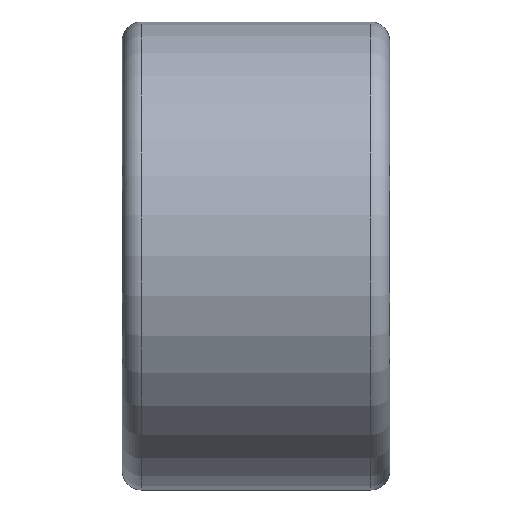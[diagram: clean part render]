
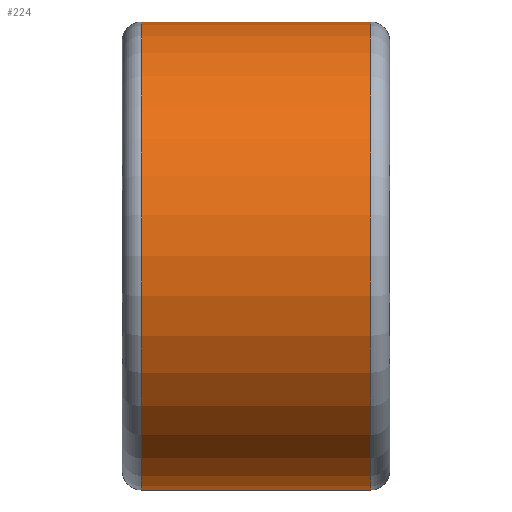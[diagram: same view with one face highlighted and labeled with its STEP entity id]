
A CAD part, top view. The second image highlights one B-rep face of the part: STEP entity #224.
In plain terms, the highlighted cylindrical face has radius 24.5 mm (diameter 49 mm), a partial arc.
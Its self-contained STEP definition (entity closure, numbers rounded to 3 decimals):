
#185=CARTESIAN_POINT('Axis2P3D Location',(-4.,0.,0.)) ;
#190=CARTESIAN_POINT('Line Origine',(-4.,24.5,0.)) ;
#194=CARTESIAN_POINT('Vertex',(-16.,24.5,0.)) ;
#196=CARTESIAN_POINT('Vertex',(8.,24.5,0.)) ;
#199=CARTESIAN_POINT('Axis2P3D Location',(-16.,0.,0.)) ;
#203=CARTESIAN_POINT('Vertex',(-16.,-24.5,0.)) ;
#206=CARTESIAN_POINT('Line Origine',(-4.,-24.5,0.)) ;
#210=CARTESIAN_POINT('Vertex',(8.,-24.5,0.)) ;
#213=CARTESIAN_POINT('Axis2P3D Location',(8.,0.,0.)) ;
#192=VECTOR('Line Direction',#191,1.) ;
#208=VECTOR('Line Direction',#207,1.) ;
#186=DIRECTION('Axis2P3D Direction',(1.,0.,0.)) ;
#187=DIRECTION('Axis2P3D XDirection',(0.,1.,0.)) ;
#191=DIRECTION('Vector Direction',(1.,0.,0.)) ;
#200=DIRECTION('Axis2P3D Direction',(1.,0.,0.)) ;
#207=DIRECTION('Vector Direction',(1.,0.,0.)) ;
#214=DIRECTION('Axis2P3D Direction',(1.,0.,0.)) ;
#188=AXIS2_PLACEMENT_3D('Cylinder Axis2P3D',#185,#186,#187) ;
#201=AXIS2_PLACEMENT_3D('Circle Axis2P3D',#199,#200,$) ;
#215=AXIS2_PLACEMENT_3D('Circle Axis2P3D',#213,#214,$) ;
#193=LINE('Line',#190,#192) ;
#209=LINE('Line',#206,#208) ;
#202=CIRCLE('generated circle',#201,24.5) ;
#216=CIRCLE('generated circle',#215,24.5) ;
#189=CYLINDRICAL_SURFACE('generated cylinder',#188,24.5) ;
#198=EDGE_CURVE('',#195,#197,#193,.T.) ;
#205=EDGE_CURVE('',#195,#204,#202,.T.) ;
#212=EDGE_CURVE('',#204,#211,#209,.T.) ;
#217=EDGE_CURVE('',#197,#211,#216,.T.) ;
#219=ORIENTED_EDGE('',*,*,#198,.F.) ;
#220=ORIENTED_EDGE('',*,*,#205,.T.) ;
#221=ORIENTED_EDGE('',*,*,#212,.T.) ;
#222=ORIENTED_EDGE('',*,*,#217,.F.) ;
#218=EDGE_LOOP('',(#219,#220,#221,#222)) ;
#195=VERTEX_POINT('',#194) ;
#197=VERTEX_POINT('',#196) ;
#204=VERTEX_POINT('',#203) ;
#211=VERTEX_POINT('',#210) ;
#224=ADVANCED_FACE('PartBody',(#223),#189,.T.) ;
#223=FACE_OUTER_BOUND('',#218,.T.) ;
